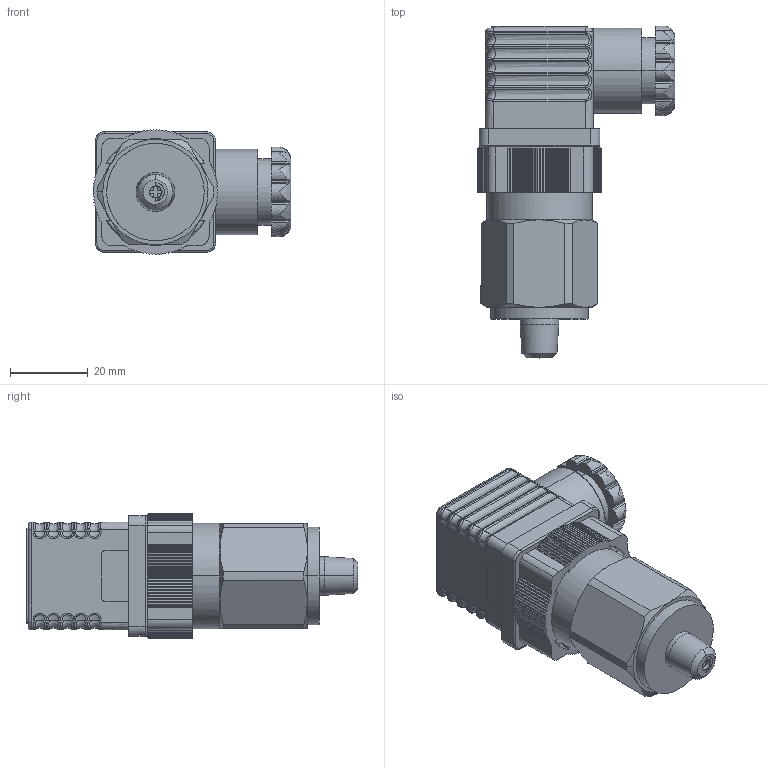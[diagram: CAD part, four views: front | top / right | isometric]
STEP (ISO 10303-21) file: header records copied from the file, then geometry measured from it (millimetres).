
FILE_DESCRIPTION(/* description */ (''),/* implementation_level */ '2;1');
FILE_NAME(/* name */ '1701~0JG',/* time_stamp */ '2018-12-21T10:43:08+01:00',/* author */ (''),/* organization */ (''),/* preprocessor_version */ 'ST-DEVELOPER v15',/* originating_system */ '',/* authorisation */ '');
FILE_SCHEMA (('CONFIG_CONTROL_DESIGN'));
Length unit declared in the file: millimetre
Products named in the file (1): Document
Bounding box: 50.75 x 85.15 x 32 mm (x, y, z)
Volume: 154 mm3; surface area: 14878.2 mm2
Topology: 1 solids, 51 shells, 675 faces, 2062 edges, 1375 vertices
Faces by surface type: bspline 403, plane 272
Entity records: 37646 total; most frequent: CARTESIAN_POINT 26009, ORIENTED_EDGE 3652, EDGE_CURVE 2048, B_SPLINE_CURVE_WITH_KNOTS 1412, VERTEX_POINT 1375, EDGE_LOOP 689, ADVANCED_FACE 675, FACE_OUTER_BOUND 675
